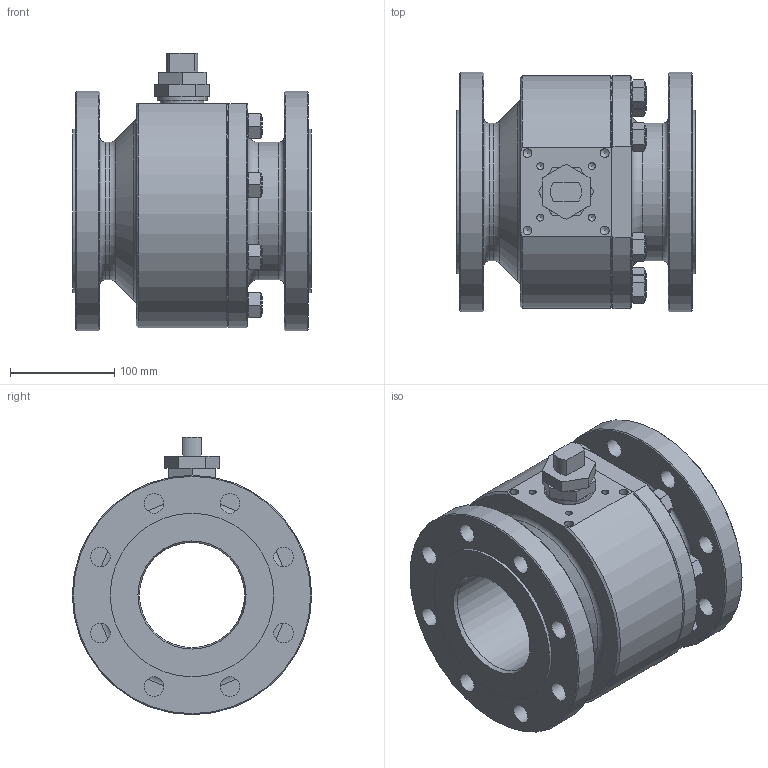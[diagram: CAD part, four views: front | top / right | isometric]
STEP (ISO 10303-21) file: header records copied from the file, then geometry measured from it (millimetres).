
FILE_DESCRIPTION( ( 'STEP AP214' ), '1' );
FILE_NAME( ' ', ' ', ( ' ' ), ( ' ' ), 'PSStep 13.0', 'VISI 18.0', ' ' );
FILE_SCHEMA( ( 'AUTOMOTIVE_DESIGN { 1 0 10303 214 1 1 1 1 }' ) );
Length unit declared in the file: millimetre
Products named in the file (1): 1
Bounding box: 229 x 230 x 266.5 mm (x, y, z)
Volume: 5368246.9 mm3; surface area: 431073.7 mm2
Topology: 1 solids, 11 shells, 249 faces, 571 edges, 369 vertices
Faces by surface type: plane 138, cylinder 63, cone 43, torus 5
Full cylindrical faces by diameter (mm): 6.75 x4, 8.5 x4, 14 x8, 16 x8, 18 x8, 19 x16, 42 x1, 48 x1, 101 x1, 132 x2, 157 x2, 230 x2
Entity records: 8727 total; most frequent: CARTESIAN_POINT 1793, DIRECTION 984, ORIENTED_EDGE 836, AXIS2_PLACEMENT_3D 420, EDGE_CURVE 418, EDGE_LOOP 409, VERTEX_POINT 333, FACE_OUTER_BOUND 311
